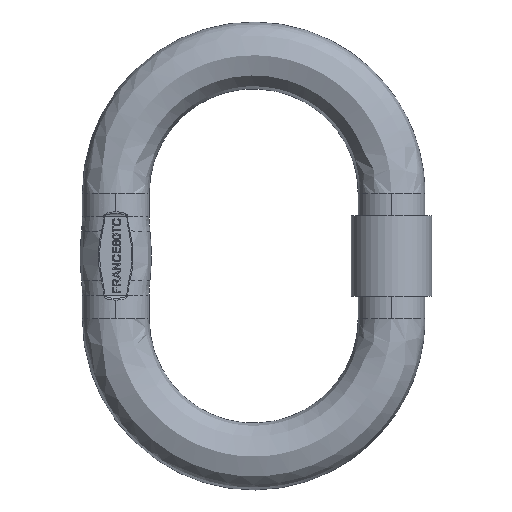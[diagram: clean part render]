
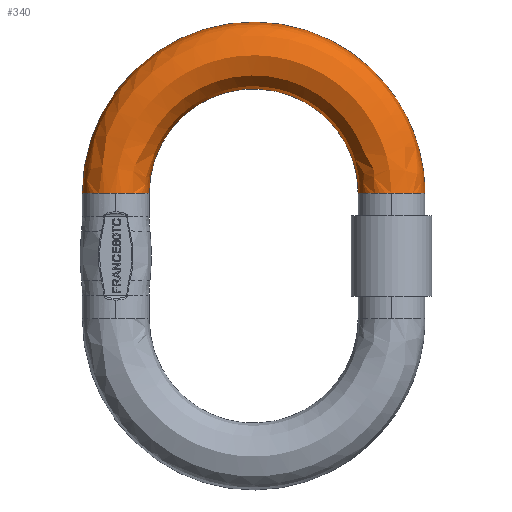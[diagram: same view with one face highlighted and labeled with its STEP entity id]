
A CAD part, top view. The second image highlights one B-rep face of the part: STEP entity #340.
In plain terms, the highlighted free-form (B-spline) face has degree [3, 3] with [7, 4] control points.
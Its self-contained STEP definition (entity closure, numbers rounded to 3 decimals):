
#340=ADVANCED_FACE('NONE',(#985),#986,.T.);
#985=FACE_OUTER_BOUND('',#2042,.T.);
#986=(B_SPLINE_SURFACE(3,3,((#2044,#2045,#2046,#2047),(#2048,#2049,#2050,#2051),(#2052,#2053,#2054,#2055),(#2056,#2057,#2058,#2059),(#2060,#2061,#2062,#2063),(#2064,#2065,#2066,#2067),(#2068,#2069,#2070,#2071)),.UNSPECIFIED.,.T.,.F.,.F.)B_SPLINE_SURFACE_WITH_KNOTS((4,3,4),(4,4),(0.0,0.5,1.0),(0.0,1.0),.UNSPECIFIED.)RATIONAL_B_SPLINE_SURFACE(((1.0,0.333,0.333,1.0),(0.333,0.111,0.111,0.333),(0.333,0.111,0.111,0.333),(1.0,0.333,0.333,1.0),(0.333,0.111,0.111,0.333),(0.333,0.111,0.111,0.333),(1.0,0.333,0.333,1.0)))BOUNDED_SURFACE()REPRESENTATION_ITEM('')GEOMETRIC_REPRESENTATION_ITEM()SURFACE());
#2042=EDGE_LOOP('',(#7609,#7610,#7611,#7612,#7613,#7614));
#2044=CARTESIAN_POINT('',(205.0,75.,0.0));
#2045=CARTESIAN_POINT('',(205.0,485.,0.0));
#2046=CARTESIAN_POINT('',(-205.,485.,0.0));
#2047=CARTESIAN_POINT('',(-205.0,75.,0.0));
#2048=CARTESIAN_POINT('',(205.0,75.,-80.0));
#2049=CARTESIAN_POINT('',(205.0,485.,-80.0));
#2050=CARTESIAN_POINT('',(-205.,485.,-80.0));
#2051=CARTESIAN_POINT('',(-205.0,75.,-80.0));
#2052=CARTESIAN_POINT('',(125.0,75.,-80.0));
#2053=CARTESIAN_POINT('',(125.0,325.,-80.0));
#2054=CARTESIAN_POINT('',(-125.,325.,-80.0));
#2055=CARTESIAN_POINT('',(-125.0,75.,-80.0));
#2056=CARTESIAN_POINT('',(125.0,75.0,0.));
#2057=CARTESIAN_POINT('',(125.0,325.,0.));
#2058=CARTESIAN_POINT('',(-125.,325.,0.));
#2059=CARTESIAN_POINT('',(-125.0,75.,0.));
#2060=CARTESIAN_POINT('',(125.0,75.,80.0));
#2061=CARTESIAN_POINT('',(125.0,325.,80.0));
#2062=CARTESIAN_POINT('',(-125.,325.,80.0));
#2063=CARTESIAN_POINT('',(-125.0,75.,80.0));
#2064=CARTESIAN_POINT('',(205.0,75.,80.0));
#2065=CARTESIAN_POINT('',(205.0,485.,80.0));
#2066=CARTESIAN_POINT('',(-205.,485.,80.0));
#2067=CARTESIAN_POINT('',(-205.0,75.,80.0));
#2068=CARTESIAN_POINT('',(205.0,75.,0.0));
#2069=CARTESIAN_POINT('',(205.0,485.,0.0));
#2070=CARTESIAN_POINT('',(-205.,485.,0.0));
#2071=CARTESIAN_POINT('',(-205.0,75.,0.0));
#7609=ORIENTED_EDGE('',*,*,#10116,.F.);
#7610=ORIENTED_EDGE('',*,*,#10117,.F.);
#7611=ORIENTED_EDGE('',*,*,#10118,.F.);
#7612=ORIENTED_EDGE('',*,*,#10119,.T.);
#7613=ORIENTED_EDGE('',*,*,#10120,.F.);
#7614=ORIENTED_EDGE('',*,*,#10121,.F.);
#10116=EDGE_CURVE('',#11250,#11251,#11252,.T.);
#10117=EDGE_CURVE('NONE',#11253,#11250,#11254,.T.);
#10118=EDGE_CURVE('NONE',#11255,#11253,#11256,.T.);
#10119=EDGE_CURVE('',#11255,#11257,#11258,.T.);
#10120=EDGE_CURVE('NONE',#11259,#11257,#11260,.T.);
#10121=EDGE_CURVE('NONE',#11251,#11259,#11261,.T.);
#11250=VERTEX_POINT('',#12958);
#11251=VERTEX_POINT('',#12959);
#11252=(B_SPLINE_CURVE(3,(#12961,#12962,#12963,#12964),.UNSPECIFIED.,.F.,.F.)B_SPLINE_CURVE_WITH_KNOTS((4,4),(-1.0,-0.0),.UNSPECIFIED.)RATIONAL_B_SPLINE_CURVE((1.0,0.333,0.333,1.0))BOUNDED_CURVE()REPRESENTATION_ITEM('')GEOMETRIC_REPRESENTATION_ITEM()CURVE());
#11253=VERTEX_POINT('NONE',#12971);
#11254=CIRCLE('',#12972,40.0);
#11255=VERTEX_POINT('',#12973);
#11256=CIRCLE('',#12974,40.0);
#11257=VERTEX_POINT('',#12975);
#11258=(B_SPLINE_CURVE(3,(#12977,#12978,#12979,#12980),.UNSPECIFIED.,.F.,.F.)B_SPLINE_CURVE_WITH_KNOTS((4,4),(-1.0,-0.0),.UNSPECIFIED.)RATIONAL_B_SPLINE_CURVE((1.0,0.333,0.333,1.0))BOUNDED_CURVE()REPRESENTATION_ITEM('')GEOMETRIC_REPRESENTATION_ITEM()CURVE());
#11259=VERTEX_POINT('',#12987);
#11260=CIRCLE('',#12988,40.0);
#11261=CIRCLE('',#12989,40.0);
#12958=CARTESIAN_POINT('',(-205.0,75.,0.0));
#12959=CARTESIAN_POINT('',(205.0,75.,0.0));
#12961=CARTESIAN_POINT('',(-205.0,75.,0.0));
#12962=CARTESIAN_POINT('',(-205.,485.,0.0));
#12963=CARTESIAN_POINT('',(205.0,485.,0.0));
#12964=CARTESIAN_POINT('',(205.0,75.,0.0));
#12971=CARTESIAN_POINT('',(-165.0,75.,40.0));
#12972=AXIS2_PLACEMENT_3D('',#19856,#19857,#19858);
#12973=CARTESIAN_POINT('',(-125.0,75.,0.));
#12974=AXIS2_PLACEMENT_3D('',#19859,#19860,#19861);
#12975=CARTESIAN_POINT('',(125.0,75.0,0.));
#12977=CARTESIAN_POINT('',(-125.0,75.,0.));
#12978=CARTESIAN_POINT('',(-125.,325.,0.));
#12979=CARTESIAN_POINT('',(125.0,325.,0.));
#12980=CARTESIAN_POINT('',(125.0,75.0,0.));
#12987=CARTESIAN_POINT('',(165.0,75.,40.0));
#12988=AXIS2_PLACEMENT_3D('',#19862,#19863,#19864);
#12989=AXIS2_PLACEMENT_3D('',#19865,#19866,#19867);
#19856=CARTESIAN_POINT('',(-165.0,75.,0.0));
#19857=DIRECTION('',(0.0,-1.0,0.0));
#19858=DIRECTION('',(0.0,0.0,1.0));
#19859=CARTESIAN_POINT('',(-165.0,75.,0.0));
#19860=DIRECTION('',(0.0,-1.0,0.0));
#19861=DIRECTION('',(0.0,0.0,1.0));
#19862=CARTESIAN_POINT('',(165.0,75.,0.0));
#19863=DIRECTION('',(0.0,-1.0,0.0));
#19864=DIRECTION('',(0.0,0.0,-1.0));
#19865=CARTESIAN_POINT('',(165.0,75.,0.0));
#19866=DIRECTION('',(0.0,-1.0,0.0));
#19867=DIRECTION('',(0.0,0.0,-1.0));
